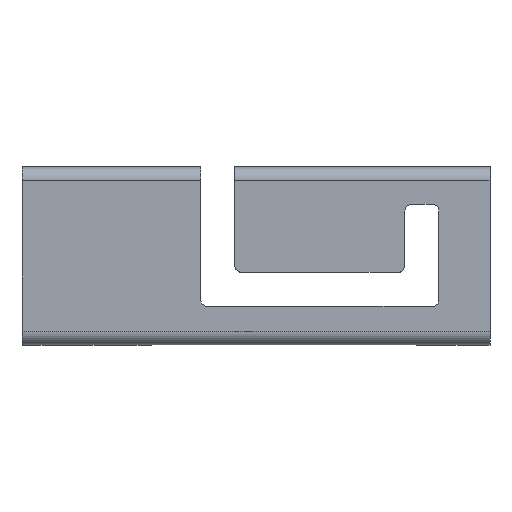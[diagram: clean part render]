
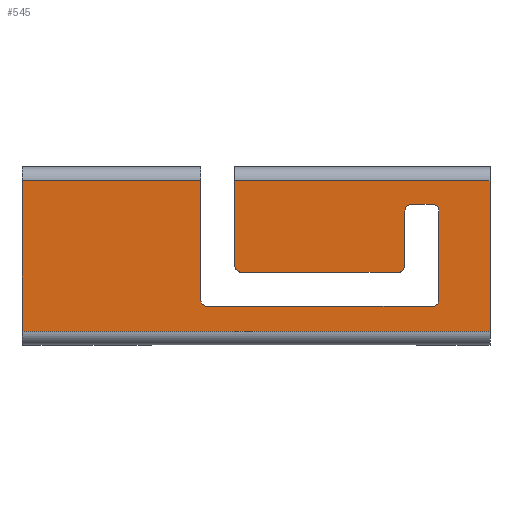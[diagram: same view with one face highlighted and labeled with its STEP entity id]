
A CAD part, top view. The second image highlights one B-rep face of the part: STEP entity #545.
In plain terms, the highlighted planar face has unit normal (0, 0, 1).
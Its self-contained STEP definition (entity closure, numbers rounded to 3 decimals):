
#253 = VERTEX_POINT('',#254);
#254 = CARTESIAN_POINT('',(6.875,2.215,3.565));
#261 = EDGE_CURVE('',#253,#262,#264,.T.);
#262 = VERTEX_POINT('',#263);
#263 = CARTESIAN_POINT('',(6.875,-2.215,3.565));
#264 = LINE('',#265,#266);
#265 = CARTESIAN_POINT('',(6.875,0.,3.565));
#266 = VECTOR('',#267,1.);
#267 = DIRECTION('',(0.,-1.,0.));
#545 = ADVANCED_FACE('',(#546),#689,.T.);
#546 = FACE_BOUND('',#547,.T.);
#547 = EDGE_LOOP('',(#548,#558,#567,#575,#584,#592,#601,#609,#618,#626,
    #635,#643,#651,#659,#665,#666,#674,#682));
#548 = ORIENTED_EDGE('',*,*,#549,.T.);
#549 = EDGE_CURVE('',#550,#552,#554,.T.);
#550 = VERTEX_POINT('',#551);
#551 = CARTESIAN_POINT('',(-0.425,-0.485,3.565));
#552 = VERTEX_POINT('',#553);
#553 = CARTESIAN_POINT('',(4.175,-0.485,3.565));
#554 = LINE('',#555,#556);
#555 = CARTESIAN_POINT('',(-0.625,-0.485,3.565));
#556 = VECTOR('',#557,1.);
#557 = DIRECTION('',(1.,0.,0.));
#558 = ORIENTED_EDGE('',*,*,#559,.T.);
#559 = EDGE_CURVE('',#552,#560,#562,.T.);
#560 = VERTEX_POINT('',#561);
#561 = CARTESIAN_POINT('',(4.375,-0.285,3.565));
#562 = CIRCLE('',#563,0.2);
#563 = AXIS2_PLACEMENT_3D('',#564,#565,#566);
#564 = CARTESIAN_POINT('',(4.175,-0.285,3.565));
#565 = DIRECTION('',(0.,0.,1.));
#566 = DIRECTION('',(-1.,0.,0.));
#567 = ORIENTED_EDGE('',*,*,#568,.T.);
#568 = EDGE_CURVE('',#560,#569,#571,.T.);
#569 = VERTEX_POINT('',#570);
#570 = CARTESIAN_POINT('',(4.375,1.315,3.565));
#571 = LINE('',#572,#573);
#572 = CARTESIAN_POINT('',(4.375,-0.485,3.565));
#573 = VECTOR('',#574,1.);
#574 = DIRECTION('',(0.,1.,0.));
#575 = ORIENTED_EDGE('',*,*,#576,.T.);
#576 = EDGE_CURVE('',#569,#577,#579,.T.);
#577 = VERTEX_POINT('',#578);
#578 = CARTESIAN_POINT('',(4.575,1.515,3.565));
#579 = CIRCLE('',#580,0.2);
#580 = AXIS2_PLACEMENT_3D('',#581,#582,#583);
#581 = CARTESIAN_POINT('',(4.575,1.315,3.565));
#582 = DIRECTION('',(0.,0.,-1.));
#583 = DIRECTION('',(-1.,0.,0.));
#584 = ORIENTED_EDGE('',*,*,#585,.T.);
#585 = EDGE_CURVE('',#577,#586,#588,.T.);
#586 = VERTEX_POINT('',#587);
#587 = CARTESIAN_POINT('',(5.175,1.515,3.565));
#588 = LINE('',#589,#590);
#589 = CARTESIAN_POINT('',(4.375,1.515,3.565));
#590 = VECTOR('',#591,1.);
#591 = DIRECTION('',(1.,0.,0.));
#592 = ORIENTED_EDGE('',*,*,#593,.T.);
#593 = EDGE_CURVE('',#586,#594,#596,.T.);
#594 = VERTEX_POINT('',#595);
#595 = CARTESIAN_POINT('',(5.375,1.315,3.565));
#596 = CIRCLE('',#597,0.2);
#597 = AXIS2_PLACEMENT_3D('',#598,#599,#600);
#598 = CARTESIAN_POINT('',(5.175,1.315,3.565));
#599 = DIRECTION('',(0.,0.,-1.));
#600 = DIRECTION('',(-1.,0.,0.));
#601 = ORIENTED_EDGE('',*,*,#602,.T.);
#602 = EDGE_CURVE('',#594,#603,#605,.T.);
#603 = VERTEX_POINT('',#604);
#604 = CARTESIAN_POINT('',(5.375,-1.285,3.565));
#605 = LINE('',#606,#607);
#606 = CARTESIAN_POINT('',(5.375,1.515,3.565));
#607 = VECTOR('',#608,1.);
#608 = DIRECTION('',(0.,-1.,0.));
#609 = ORIENTED_EDGE('',*,*,#610,.T.);
#610 = EDGE_CURVE('',#603,#611,#613,.T.);
#611 = VERTEX_POINT('',#612);
#612 = CARTESIAN_POINT('',(5.175,-1.485,3.565));
#613 = CIRCLE('',#614,0.2);
#614 = AXIS2_PLACEMENT_3D('',#615,#616,#617);
#615 = CARTESIAN_POINT('',(5.175,-1.285,3.565));
#616 = DIRECTION('',(0.,0.,-1.));
#617 = DIRECTION('',(-1.,0.,0.));
#618 = ORIENTED_EDGE('',*,*,#619,.T.);
#619 = EDGE_CURVE('',#611,#620,#622,.T.);
#620 = VERTEX_POINT('',#621);
#621 = CARTESIAN_POINT('',(-1.425,-1.485,3.565));
#622 = LINE('',#623,#624);
#623 = CARTESIAN_POINT('',(5.375,-1.485,3.565));
#624 = VECTOR('',#625,1.);
#625 = DIRECTION('',(-1.,0.,0.));
#626 = ORIENTED_EDGE('',*,*,#627,.T.);
#627 = EDGE_CURVE('',#620,#628,#630,.T.);
#628 = VERTEX_POINT('',#629);
#629 = CARTESIAN_POINT('',(-1.625,-1.285,3.565));
#630 = CIRCLE('',#631,0.2);
#631 = AXIS2_PLACEMENT_3D('',#632,#633,#634);
#632 = CARTESIAN_POINT('',(-1.425,-1.285,3.565));
#633 = DIRECTION('',(0.,0.,-1.));
#634 = DIRECTION('',(-1.,0.,0.));
#635 = ORIENTED_EDGE('',*,*,#636,.T.);
#636 = EDGE_CURVE('',#628,#637,#639,.T.);
#637 = VERTEX_POINT('',#638);
#638 = CARTESIAN_POINT('',(-1.625,2.215,3.565));
#639 = LINE('',#640,#641);
#640 = CARTESIAN_POINT('',(-1.625,-1.485,3.565));
#641 = VECTOR('',#642,1.);
#642 = DIRECTION('',(0.,1.,0.));
#643 = ORIENTED_EDGE('',*,*,#644,.T.);
#644 = EDGE_CURVE('',#637,#645,#647,.T.);
#645 = VERTEX_POINT('',#646);
#646 = CARTESIAN_POINT('',(-6.875,2.215,3.565));
#647 = LINE('',#648,#649);
#648 = CARTESIAN_POINT('',(0.,2.215,3.565));
#649 = VECTOR('',#650,1.);
#650 = DIRECTION('',(-1.,0.,0.));
#651 = ORIENTED_EDGE('',*,*,#652,.F.);
#652 = EDGE_CURVE('',#653,#645,#655,.T.);
#653 = VERTEX_POINT('',#654);
#654 = CARTESIAN_POINT('',(-6.875,-2.215,3.565));
#655 = LINE('',#656,#657);
#656 = CARTESIAN_POINT('',(-6.875,0.,3.565));
#657 = VECTOR('',#658,1.);
#658 = DIRECTION('',(0.,1.,0.));
#659 = ORIENTED_EDGE('',*,*,#660,.T.);
#660 = EDGE_CURVE('',#653,#262,#661,.T.);
#661 = LINE('',#662,#663);
#662 = CARTESIAN_POINT('',(0.,-2.215,3.565));
#663 = VECTOR('',#664,1.);
#664 = DIRECTION('',(1.,0.,0.));
#665 = ORIENTED_EDGE('',*,*,#261,.F.);
#666 = ORIENTED_EDGE('',*,*,#667,.T.);
#667 = EDGE_CURVE('',#253,#668,#670,.T.);
#668 = VERTEX_POINT('',#669);
#669 = CARTESIAN_POINT('',(-0.625,2.215,3.565));
#670 = LINE('',#671,#672);
#671 = CARTESIAN_POINT('',(0.,2.215,3.565));
#672 = VECTOR('',#673,1.);
#673 = DIRECTION('',(-1.,0.,0.));
#674 = ORIENTED_EDGE('',*,*,#675,.T.);
#675 = EDGE_CURVE('',#668,#676,#678,.T.);
#676 = VERTEX_POINT('',#677);
#677 = CARTESIAN_POINT('',(-0.625,-0.285,3.565));
#678 = LINE('',#679,#680);
#679 = CARTESIAN_POINT('',(-0.625,2.615,3.565));
#680 = VECTOR('',#681,1.);
#681 = DIRECTION('',(0.,-1.,0.));
#682 = ORIENTED_EDGE('',*,*,#683,.T.);
#683 = EDGE_CURVE('',#676,#550,#684,.T.);
#684 = CIRCLE('',#685,0.2);
#685 = AXIS2_PLACEMENT_3D('',#686,#687,#688);
#686 = CARTESIAN_POINT('',(-0.425,-0.285,3.565));
#687 = DIRECTION('',(0.,0.,1.));
#688 = DIRECTION('',(-1.,0.,0.));
#689 = PLANE('',#690);
#690 = AXIS2_PLACEMENT_3D('',#691,#692,#693);
#691 = CARTESIAN_POINT('',(0.,0.,3.565)
  );
#692 = DIRECTION('',(0.,0.,1.));
#693 = DIRECTION('',(-1.,0.,0.));
